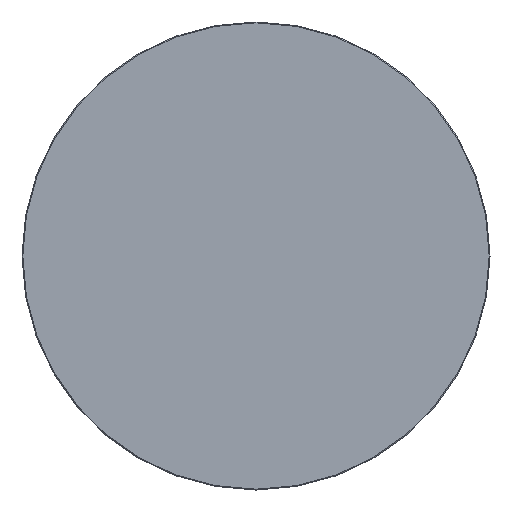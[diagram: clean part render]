
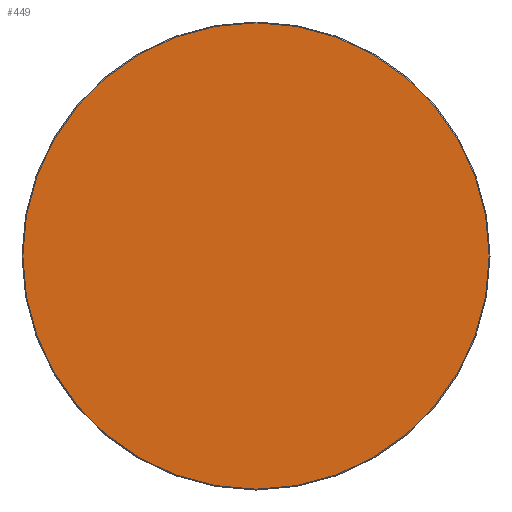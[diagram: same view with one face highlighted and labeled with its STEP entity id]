
A CAD part, left-side view. The second image highlights one B-rep face of the part: STEP entity #449.
In plain terms, the highlighted planar face has unit normal (-1, 0, 0).
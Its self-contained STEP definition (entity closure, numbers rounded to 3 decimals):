
#6 = CARTESIAN_POINT ( 'NONE',  ( 0., 0., 84.2 ) ) ;
#37 = CARTESIAN_POINT ( 'NONE',  ( 0., 0., 0. ) ) ;
#92 = CIRCLE ( 'NONE', #326, 84.2 ) ;
#217 = DIRECTION ( 'NONE',  ( 0., 0., -1. ) ) ;
#279 = DIRECTION ( 'NONE',  ( -1., 0., 0. ) ) ;
#326 = AXIS2_PLACEMENT_3D ( 'NONE', #1275, #279, #1086 ) ;
#404 = ORIENTED_EDGE ( 'NONE', *, *, #679, .T. ) ;
#449 = ADVANCED_FACE ( 'NONE', ( #1649 ), #1378, .F. ) ;
#679 = EDGE_CURVE ( 'NONE', #1174, #1532, #1611, .T. ) ;
#763 = AXIS2_PLACEMENT_3D ( 'NONE', #37, #1201, #1206 ) ;
#808 = CARTESIAN_POINT ( 'NONE',  ( 0., 0., -84.2 ) ) ;
#1086 = DIRECTION ( 'NONE',  ( 0., 0., 1. ) ) ;
#1132 = AXIS2_PLACEMENT_3D ( 'NONE', #1741, #2117, #217 ) ;
#1174 = VERTEX_POINT ( 'NONE', #6 ) ;
#1201 = DIRECTION ( 'NONE',  ( -1., 0., 0. ) ) ;
#1206 = DIRECTION ( 'NONE',  ( 0., 0., 1. ) ) ;
#1275 = CARTESIAN_POINT ( 'NONE',  ( 0., 0., 0. ) ) ;
#1347 = ORIENTED_EDGE ( 'NONE', *, *, #1812, .T. ) ;
#1378 = PLANE ( 'NONE',  #1132 ) ;
#1532 = VERTEX_POINT ( 'NONE', #808 ) ;
#1611 = CIRCLE ( 'NONE', #763, 84.2 ) ;
#1649 = FACE_OUTER_BOUND ( 'NONE', #2100, .T. ) ;
#1741 = CARTESIAN_POINT ( 'NONE',  ( 0., 0., 0. ) ) ;
#1812 = EDGE_CURVE ( 'NONE', #1532, #1174, #92, .T. ) ;
#2100 = EDGE_LOOP ( 'NONE', ( #1347, #404 ) ) ;
#2117 = DIRECTION ( 'NONE',  ( 1., 0., 0. ) ) ;
